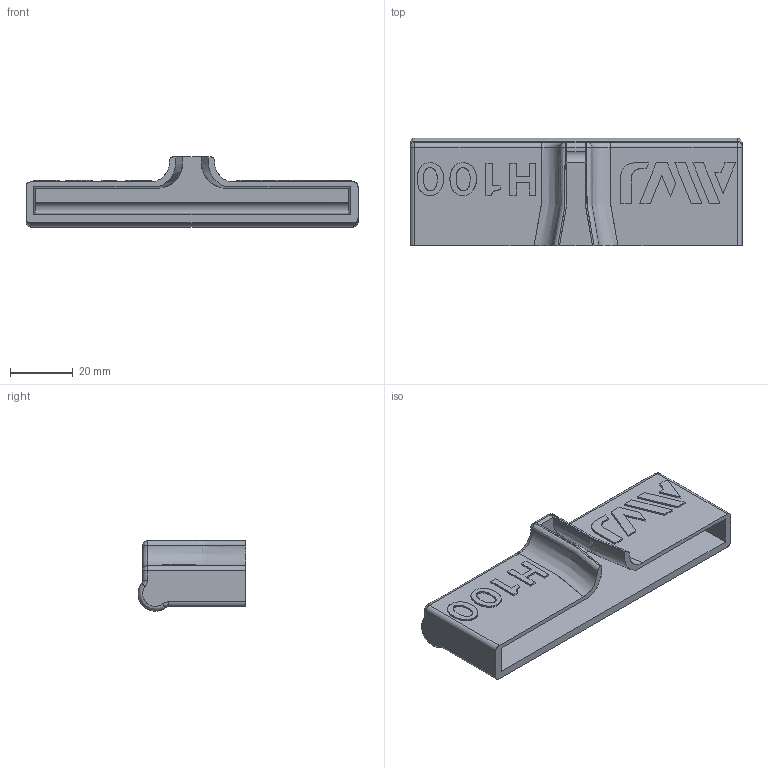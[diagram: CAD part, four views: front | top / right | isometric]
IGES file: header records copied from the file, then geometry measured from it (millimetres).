
Start section: TOPSOLID 254 l'Occitanne, 31670 LABEGE, France Tel   : +33 (0)5 61 00 03 00 Fax   : +33 (0)5 61 00 03 03 Email : 
Global section: file name: H100.igs; native system: TopSolid v622200 TOPSOLID; preprocessor: IGES preprocessor v100000; author: N.shouichi; organization: コダマコーポレーション株式会社,10,7,13H240124; date: 240124.194506; units: millimetre
Bounding box: 106 x 34.44 x 22.44 mm (x, y, z)
Surface area: 18473.7 mm2 (no closed solid volume)
Topology: 0 solids, 0 shells, 118 faces, 809 edges, 801 vertices
Faces by surface type: bspline 118
